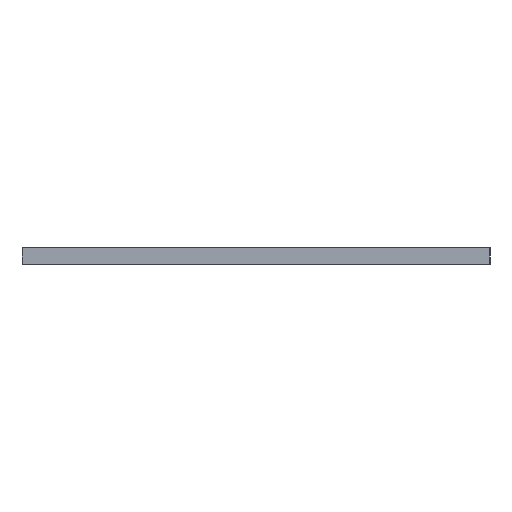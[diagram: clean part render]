
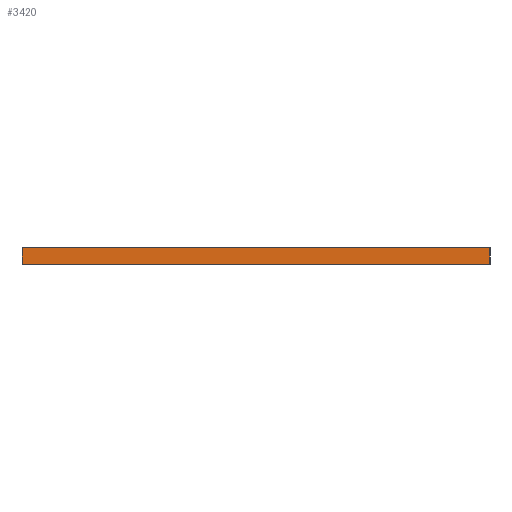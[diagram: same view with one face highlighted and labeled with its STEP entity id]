
A CAD part, left-side view. The second image highlights one B-rep face of the part: STEP entity #3420.
In plain terms, the highlighted planar face has unit normal (-1, 0, 0).
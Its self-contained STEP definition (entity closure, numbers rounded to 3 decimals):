
#237 = VERTEX_POINT ( 'NONE', #5433 ) ;
#253 = VERTEX_POINT ( 'NONE', #2815 ) ;
#732 = ORIENTED_EDGE ( 'NONE', *, *, #6625, .T. ) ;
#1080 = DIRECTION ( 'NONE',  ( 0., -1., 0. ) ) ;
#1284 = AXIS2_PLACEMENT_3D ( 'NONE', #5347, #3783, #4890 ) ;
#1460 = EDGE_CURVE ( 'NONE', #3363, #1513, #2260, .T. ) ;
#1513 = VERTEX_POINT ( 'NONE', #5635 ) ;
#1724 = ORIENTED_EDGE ( 'NONE', *, *, #3361, .F. ) ;
#1726 = CARTESIAN_POINT ( 'NONE',  ( -500., 0., 18. ) ) ;
#1914 = LINE ( 'NONE', #3191, #2085 ) ;
#1979 = FACE_OUTER_BOUND ( 'NONE', #4814, .T. ) ;
#1992 = DIRECTION ( 'NONE',  ( 0., 0., 1. ) ) ;
#2046 = LINE ( 'NONE', #5109, #3902 ) ;
#2085 = VECTOR ( 'NONE', #1080, 1000. ) ;
#2260 = LINE ( 'NONE', #3966, #2411 ) ;
#2392 = DIRECTION ( 'NONE',  ( 0., 0., -1. ) ) ;
#2411 = VECTOR ( 'NONE', #2392, 1000. ) ;
#2815 = CARTESIAN_POINT ( 'NONE',  ( -500., 250., 18. ) ) ;
#3191 = CARTESIAN_POINT ( 'NONE',  ( -500., 0., 0. ) ) ;
#3361 = EDGE_CURVE ( 'NONE', #253, #3363, #6672, .T. ) ;
#3363 = VERTEX_POINT ( 'NONE', #6354 ) ;
#3420 = ADVANCED_FACE ( 'NONE', ( #1979 ), #5322, .T. ) ;
#3429 = VECTOR ( 'NONE', #4278, 1000. ) ;
#3615 = ORIENTED_EDGE ( 'NONE', *, *, #1460, .F. ) ;
#3783 = DIRECTION ( 'NONE',  ( -1., 0., 0. ) ) ;
#3902 = VECTOR ( 'NONE', #1992, 1000. ) ;
#3966 = CARTESIAN_POINT ( 'NONE',  ( -500., -250., 0. ) ) ;
#4050 = ORIENTED_EDGE ( 'NONE', *, *, #4182, .F. ) ;
#4182 = EDGE_CURVE ( 'NONE', #237, #253, #2046, .T. ) ;
#4278 = DIRECTION ( 'NONE',  ( 0., -1., 0. ) ) ;
#4814 = EDGE_LOOP ( 'NONE', ( #732, #3615, #1724, #4050 ) ) ;
#4890 = DIRECTION ( 'NONE',  ( 0., 0., 1. ) ) ;
#5109 = CARTESIAN_POINT ( 'NONE',  ( -500., 250., 0. ) ) ;
#5322 = PLANE ( 'NONE',  #1284 ) ;
#5347 = CARTESIAN_POINT ( 'NONE',  ( -500., 0., 0. ) ) ;
#5433 = CARTESIAN_POINT ( 'NONE',  ( -500., 250., 0. ) ) ;
#5635 = CARTESIAN_POINT ( 'NONE',  ( -500., -250., 0. ) ) ;
#6354 = CARTESIAN_POINT ( 'NONE',  ( -500., -250., 18. ) ) ;
#6625 = EDGE_CURVE ( 'NONE', #237, #1513, #1914, .T. ) ;
#6672 = LINE ( 'NONE', #1726, #3429 ) ;
